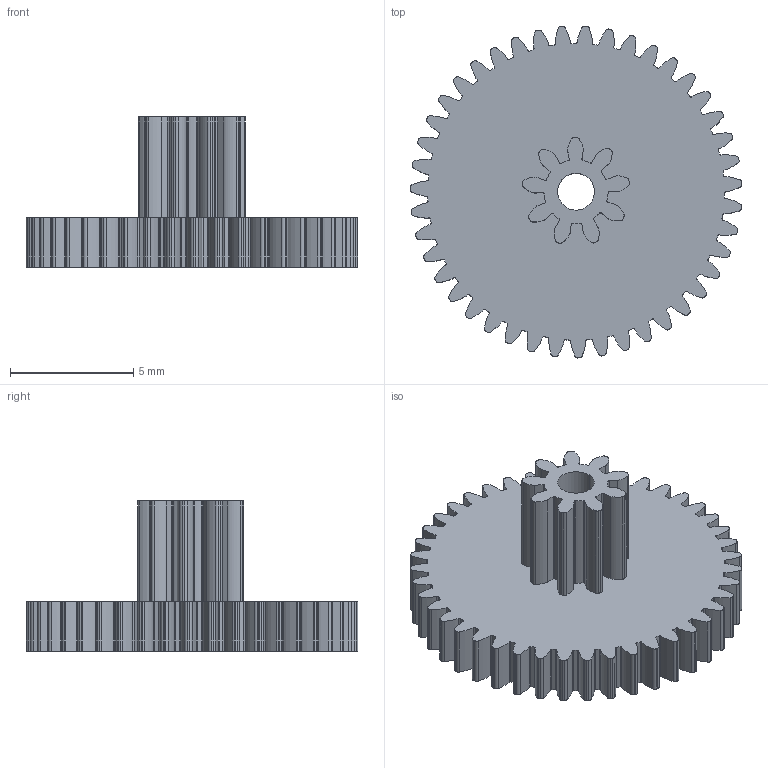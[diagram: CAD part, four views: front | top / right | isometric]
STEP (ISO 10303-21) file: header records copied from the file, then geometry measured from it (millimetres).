
FILE_DESCRIPTION (( 'STEP AP203' ), '1' );
FILE_NAME ('Gear 3___Large_43Teeth_0.3Modulus__Small_9Teeth_0.4Modulus.STEP', '2017-01-14T00:54:00', ( '' ), ( '' ), 'SwSTEP 2.0', 'SolidWorks 2016', '' );
FILE_SCHEMA (( 'CONFIG_CONTROL_DESIGN' ));
Length unit declared in the file: millimetre
Products named in the file (1): Gear 3___Large_43Teeth_0.3Modulus__Small_9Teeth_0.4Modulus
Bounding box: 13.49 x 13.49 x 6.1 mm (x, y, z)
Volume: 286.8 mm3; surface area: 543.2 mm2
Topology: 1 solids, 1 shells, 505 faces, 1506 edges, 1004 vertices
Faces by surface type: cylinder 380, bspline 104, plane 21
Entity records: 22801 total; most frequent: CARTESIAN_POINT 9104, ORIENTED_EDGE 3012, DIRECTION 2862, EDGE_CURVE 1506, AXIS2_PLACEMENT_3D 1162, VERTEX_POINT 1004, CIRCLE 760, LINE 538
